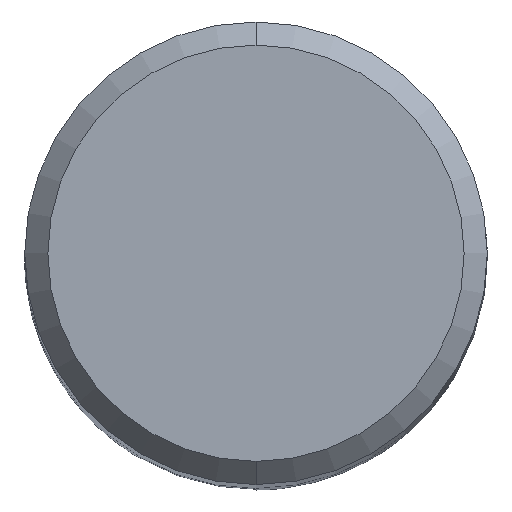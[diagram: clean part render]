
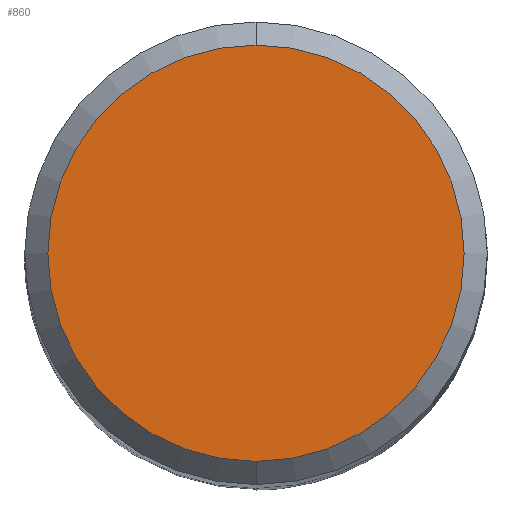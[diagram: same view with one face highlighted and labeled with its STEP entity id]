
A CAD part, top view. The second image highlights one B-rep face of the part: STEP entity #860.
In plain terms, the highlighted planar face has unit normal (0, 0, 1).
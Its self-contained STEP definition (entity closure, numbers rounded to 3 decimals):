
#704=EDGE_CURVE('',#768,#798,#1362,.T.);
#768=VERTEX_POINT('',#1433);
#798=VERTEX_POINT('',#1466);
#826=EDGE_CURVE('',#798,#768,#1497,.T.);
#860=ADVANCED_FACE('',(#1534),#1535,.T.);
#1362=CIRCLE('',#2297,3.6);
#1433=CARTESIAN_POINT('',(0.0,3.6,0.0));
#1466=CARTESIAN_POINT('',(0.,-3.6,0.0));
#1497=CIRCLE('',#2496,3.6);
#1534=FACE_OUTER_BOUND('',#2571,.T.);
#1535=PLANE('',#2572);
#2297=AXIS2_PLACEMENT_3D('',#3221,#3222,#3223);
#2496=AXIS2_PLACEMENT_3D('',#3367,#3368,#3369);
#2571=EDGE_LOOP('',(#3400,#3401));
#2572=AXIS2_PLACEMENT_3D('',#3402,#3403,#3404);
#3221=CARTESIAN_POINT('',(0.0,0.0,0.0));
#3222=DIRECTION('',(0.0,0.0,-1.0));
#3223=DIRECTION('',(0.0,1.0,0.0));
#3367=CARTESIAN_POINT('',(0.0,0.0,0.0));
#3368=DIRECTION('',(0.0,0.0,-1.0));
#3369=DIRECTION('',(0.0,1.0,0.0));
#3400=ORIENTED_EDGE('',*,*,#704,.F.);
#3401=ORIENTED_EDGE('',*,*,#826,.F.);
#3402=CARTESIAN_POINT('',(0.0,1.8,0.0));
#3403=DIRECTION('',(-0.0,0.0,1.0));
#3404=DIRECTION('',(0.0,-1.0,0.0));
